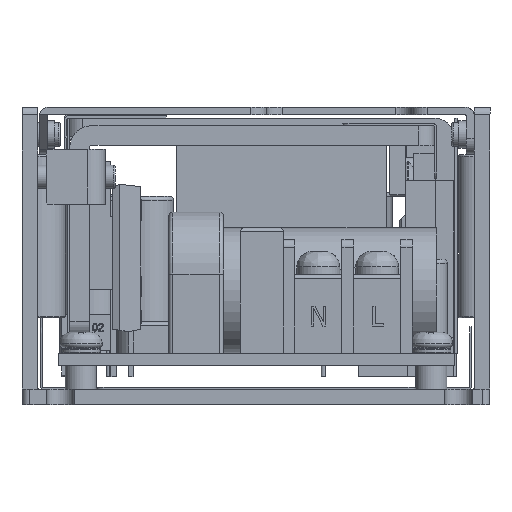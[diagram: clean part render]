
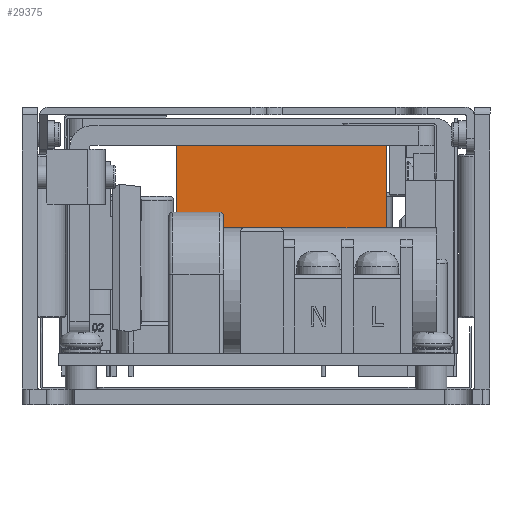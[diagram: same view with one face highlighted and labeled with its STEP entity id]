
A CAD part, left-side view. The second image highlights one B-rep face of the part: STEP entity #29375.
In plain terms, the highlighted planar face has unit normal (-1, 0, 0).
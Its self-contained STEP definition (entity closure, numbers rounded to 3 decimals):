
#2565=PLANE($,#31333);
#3587=FACE_OUTER_BOUND($,#5308,.T.);
#5308=EDGE_LOOP($,(#21483,#21484,#21485,#21486));
#7387=LINE($,#41653,#10141);
#7388=LINE($,#41656,#10142);
#7389=LINE($,#41658,#10143);
#7390=LINE($,#41659,#10144);
#10141=VECTOR($,#34399,26.831);
#10142=VECTOR($,#34402,26.5);
#10143=VECTOR($,#34403,26.831);
#10144=VECTOR($,#34404,26.5);
#13729=VERTEX_POINT($,#41636);
#13733=VERTEX_POINT($,#41648);
#13734=VERTEX_POINT($,#41655);
#13735=VERTEX_POINT($,#41657);
#16733=EDGE_CURVE($,#13729,#13733,#7387,.T.);
#16734=EDGE_CURVE($,#13734,#13729,#7388,.T.);
#16735=EDGE_CURVE($,#13735,#13734,#7389,.T.);
#16736=EDGE_CURVE($,#13735,#13733,#7390,.T.);
#21483=ORIENTED_EDGE($,*,*,#16733,.F.);
#21484=ORIENTED_EDGE($,*,*,#16734,.F.);
#21485=ORIENTED_EDGE($,*,*,#16735,.F.);
#21486=ORIENTED_EDGE($,*,*,#16736,.T.);
#29375=ADVANCED_FACE($,(#3587),#2565,.T.);
#31333=AXIS2_PLACEMENT_3D($,#41654,#34400,#34401);
#34399=DIRECTION($,(0.,-1.,0.));
#34400=DIRECTION('center_axis',(-1.,0.,0.));
#34401=DIRECTION('ref_axis',(0.,0.,1.));
#34402=DIRECTION($,(0.,0.,1.));
#34403=DIRECTION($,(0.,1.,0.));
#34404=DIRECTION($,(0.,0.,1.));
#41636=CARTESIAN_POINT('',(34.288,35.533,28.1));
#41648=CARTESIAN_POINT('',(34.288,8.701,28.1));
#41653=CARTESIAN_POINT($,(34.288,15.409,28.1));
#41654=CARTESIAN_POINT('Origin',(34.288,8.701,1.6));
#41655=CARTESIAN_POINT('',(34.288,35.533,1.6));
#41656=CARTESIAN_POINT($,(34.288,35.533,1.6));
#41657=CARTESIAN_POINT('',(34.288,8.701,1.6));
#41658=CARTESIAN_POINT($,(34.288,17.001,1.6));
#41659=CARTESIAN_POINT($,(34.288,8.701,1.6));
